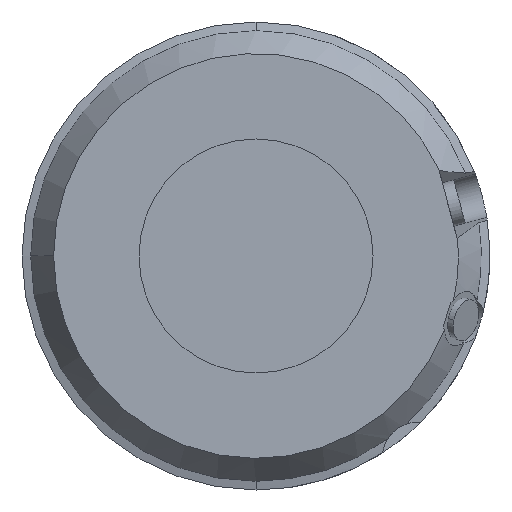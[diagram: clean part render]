
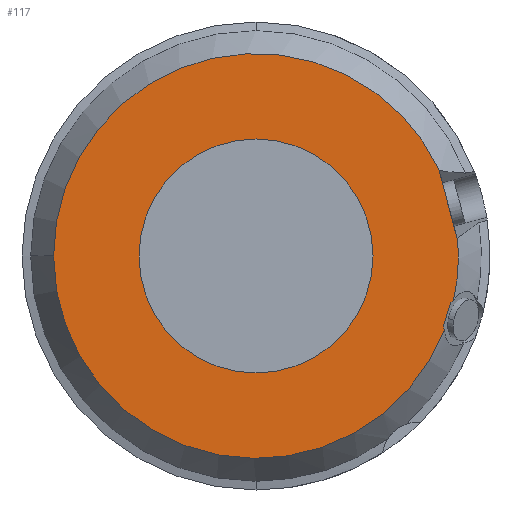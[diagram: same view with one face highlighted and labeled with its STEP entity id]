
A CAD part, left-side view. The second image highlights one B-rep face of the part: STEP entity #117.
In plain terms, the highlighted planar face has unit normal (-1, 0, 0).
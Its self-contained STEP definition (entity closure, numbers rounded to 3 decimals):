
#112 = VERTEX_POINT ( 'NONE', #2556 ) ;
#113 = VERTEX_POINT ( 'NONE', #5029 ) ;
#117 = ADVANCED_FACE ( 'NONE', ( #1260, #190 ), #4991, .F. ) ;
#126 = CARTESIAN_POINT ( 'NONE',  ( 1050., -83.582, 1535.539 ) ) ;
#165 = CARTESIAN_POINT ( 'NONE',  ( 1050., 0., 1639.905 ) ) ;
#189 = VECTOR ( 'NONE', #2378, 1000. ) ;
#190 = FACE_OUTER_BOUND ( 'NONE', #994, .T. ) ;
#341 = VECTOR ( 'NONE', #5266, 1000. ) ;
#348 = DIRECTION ( 'NONE',  ( 1., 0., 0. ) ) ;
#361 = LINE ( 'NONE', #4541, #3469 ) ;
#435 = CIRCLE ( 'NONE', #5138, 86.5 ) ;
#527 = CARTESIAN_POINT ( 'NONE',  ( 1050., 0., 1555. ) ) ;
#563 = AXIS2_PLACEMENT_3D ( 'NONE', #165, #574, #3420 ) ;
#568 = DIRECTION ( 'NONE',  ( 1., 0., 0. ) ) ;
#574 = DIRECTION ( 'NONE',  ( 1., 0., 0. ) ) ;
#581 = LINE ( 'NONE', #2403, #341 ) ;
#689 = CARTESIAN_POINT ( 'NONE',  ( 1050., -80.615, 1523.639 ) ) ;
#896 = VERTEX_POINT ( 'NONE', #1934 ) ;
#926 = DIRECTION ( 'NONE',  ( 0., 0., 1. ) ) ;
#994 = EDGE_LOOP ( 'NONE', ( #1670, #1443, #4406, #2770, #3763, #3149, #2975, #5094, #4508 ) ) ;
#1179 = VERTEX_POINT ( 'NONE', #1312 ) ;
#1235 = VERTEX_POINT ( 'NONE', #1726 ) ;
#1260 = FACE_BOUND ( 'NONE', #4093, .T. ) ;
#1312 = CARTESIAN_POINT ( 'NONE',  ( 1050., -83.218, 1535.327 ) ) ;
#1321 = CARTESIAN_POINT ( 'NONE',  ( 1050., -84.369, 1535.92 ) ) ;
#1330 = VERTEX_POINT ( 'NONE', #689 ) ;
#1362 = DIRECTION ( 'NONE',  ( -1., 0., 0. ) ) ;
#1381 = CARTESIAN_POINT ( 'NONE',  ( 1050., -80.175, 1524.396 ) ) ;
#1443 = ORIENTED_EDGE ( 'NONE', *, *, #1842, .F. ) ;
#1553 = AXIS2_PLACEMENT_3D ( 'NONE', #4535, #2066, #4925 ) ;
#1670 = ORIENTED_EDGE ( 'NONE', *, *, #2223, .F. ) ;
#1714 = EDGE_CURVE ( 'NONE', #2386, #4018, #435, .T. ) ;
#1719 = CARTESIAN_POINT ( 'NONE',  ( 1050., -83.966, 1535.737 ) ) ;
#1726 = CARTESIAN_POINT ( 'NONE',  ( 1050., -79.992, 1524.774 ) ) ;
#1735 = CARTESIAN_POINT ( 'NONE',  ( 1050., -78.245, 1591.4 ) ) ;
#1751 = AXIS2_PLACEMENT_3D ( 'NONE', #527, #3364, #926 ) ;
#1842 = EDGE_CURVE ( 'NONE', #4697, #112, #2776, .T. ) ;
#1934 = CARTESIAN_POINT ( 'NONE',  ( 1050., 0., 1505. ) ) ;
#1999 = ORIENTED_EDGE ( 'NONE', *, *, #3658, .F. ) ;
#2066 = DIRECTION ( 'NONE',  ( 1., 0., 0. ) ) ;
#2213 = CARTESIAN_POINT ( 'NONE',  ( 1050., -80.383, 1524.017 ) ) ;
#2223 = EDGE_CURVE ( 'NONE', #112, #3407, #3620, .T. ) ;
#2348 = CIRCLE ( 'NONE', #4744, 86.5 ) ;
#2378 = DIRECTION ( 'NONE',  ( 0., 0.966, -0.259 ) ) ;
#2386 = VERTEX_POINT ( 'NONE', #3803 ) ;
#2397 = EDGE_CURVE ( 'NONE', #896, #113, #5123, .T. ) ;
#2403 = CARTESIAN_POINT ( 'NONE',  ( 1050., -79.992, 1524.774 ) ) ;
#2443 = EDGE_CURVE ( 'NONE', #1235, #1330, #4504, .T. ) ;
#2556 = CARTESIAN_POINT ( 'NONE',  ( 1050., -86.161, 1562.653 ) ) ;
#2614 = CARTESIAN_POINT ( 'NONE',  ( 1050., -79.992, 1524.774 ) ) ;
#2640 = VECTOR ( 'NONE', #4331, 1000. ) ;
#2768 = CARTESIAN_POINT ( 'NONE',  ( 1050., 0., 1555. ) ) ;
#2770 = ORIENTED_EDGE ( 'NONE', *, *, #4931, .F. ) ;
#2772 = ORIENTED_EDGE ( 'NONE', *, *, #2397, .F. ) ;
#2776 = LINE ( 'NONE', #3914, #2640 ) ;
#2855 = EDGE_CURVE ( 'NONE', #4697, #2952, #361, .T. ) ;
#2952 = VERTEX_POINT ( 'NONE', #1735 ) ;
#2960 = CARTESIAN_POINT ( 'NONE',  ( 1050., -83.218, 1535.327 ) ) ;
#2975 = ORIENTED_EDGE ( 'NONE', *, *, #2443, .F. ) ;
#2998 = CARTESIAN_POINT ( 'NONE',  ( 1050., 0., 1555. ) ) ;
#3149 = ORIENTED_EDGE ( 'NONE', *, *, #4505, .F. ) ;
#3183 = DIRECTION ( 'NONE',  ( 0., 1., 0. ) ) ;
#3312 = DIRECTION ( 'NONE',  ( 0., 0.259, 0.966 ) ) ;
#3364 = DIRECTION ( 'NONE',  ( -1., 0., 0. ) ) ;
#3407 = VERTEX_POINT ( 'NONE', #3623 ) ;
#3414 = DIRECTION ( 'NONE',  ( 0., 1., 0. ) ) ;
#3420 = DIRECTION ( 'NONE',  ( 0., 0., -1. ) ) ;
#3432 = LINE ( 'NONE', #4832, #189 ) ;
#3450 = EDGE_CURVE ( 'NONE', #1235, #1179, #581, .T. ) ;
#3469 = VECTOR ( 'NONE', #3312, 1000. ) ;
#3620 = CIRCLE ( 'NONE', #1553, 86.5 ) ;
#3623 = CARTESIAN_POINT ( 'NONE',  ( 1050., -84.369, 1535.92 ) ) ;
#3658 = EDGE_CURVE ( 'NONE', #113, #896, #4722, .T. ) ;
#3763 = ORIENTED_EDGE ( 'NONE', *, *, #1714, .F. ) ;
#3803 = CARTESIAN_POINT ( 'NONE',  ( 1050., 86.5, 1555. ) ) ;
#3822 = CARTESIAN_POINT ( 'NONE',  ( 1050., 0., 1555. ) ) ;
#3914 = CARTESIAN_POINT ( 'NONE',  ( 1050., -85.962, 1562.6 ) ) ;
#4018 = VERTEX_POINT ( 'NONE', #4078 ) ;
#4078 = CARTESIAN_POINT ( 'NONE',  ( 1050., -78.444, 1591.453 ) ) ;
#4093 = EDGE_LOOP ( 'NONE', ( #1999, #2772 ) ) ;
#4159 = EDGE_CURVE ( 'NONE', #3407, #1179, #5255, .T. ) ;
#4218 = DIRECTION ( 'NONE',  ( 0., 0., 1. ) ) ;
#4331 = DIRECTION ( 'NONE',  ( 0., -0.966, 0.259 ) ) ;
#4406 = ORIENTED_EDGE ( 'NONE', *, *, #2855, .T. ) ;
#4504 =( BOUNDED_CURVE ( )  B_SPLINE_CURVE ( 3, ( #2614, #1381, #2213, #5068 ),
 .UNSPECIFIED., .F., .T. ) 
 B_SPLINE_CURVE_WITH_KNOTS ( ( 4, 4 ),
 ( 0.478, 0.565 ),
 .UNSPECIFIED. ) 
 CURVE ( )  GEOMETRIC_REPRESENTATION_ITEM ( )  RATIONAL_B_SPLINE_CURVE ( ( 1., 0.999, 0.999, 1. ) ) 
 REPRESENTATION_ITEM ( '' )  );
#4505 = EDGE_CURVE ( 'NONE', #1330, #2386, #2348, .T. ) ;
#4508 = ORIENTED_EDGE ( 'NONE', *, *, #4159, .F. ) ;
#4535 = CARTESIAN_POINT ( 'NONE',  ( 1050., 0., 1555. ) ) ;
#4541 = CARTESIAN_POINT ( 'NONE',  ( 1050., -82.104, 1577. ) ) ;
#4697 = VERTEX_POINT ( 'NONE', #5070 ) ;
#4722 = CIRCLE ( 'NONE', #1751, 50. ) ;
#4744 = AXIS2_PLACEMENT_3D ( 'NONE', #2768, #348, #3183 ) ;
#4832 = CARTESIAN_POINT ( 'NONE',  ( 1050., -78.444, 1591.453 ) ) ;
#4847 = AXIS2_PLACEMENT_3D ( 'NONE', #3822, #1362, #4218 ) ;
#4925 = DIRECTION ( 'NONE',  ( 0., 1., 0. ) ) ;
#4931 = EDGE_CURVE ( 'NONE', #4018, #2952, #3432, .T. ) ;
#4991 = PLANE ( 'NONE',  #563 ) ;
#5029 = CARTESIAN_POINT ( 'NONE',  ( 1050., 0., 1605. ) ) ;
#5068 = CARTESIAN_POINT ( 'NONE',  ( 1050., -80.615, 1523.639 ) ) ;
#5070 = CARTESIAN_POINT ( 'NONE',  ( 1050., -85.962, 1562.6 ) ) ;
#5094 = ORIENTED_EDGE ( 'NONE', *, *, #3450, .T. ) ;
#5123 = CIRCLE ( 'NONE', #4847, 50. ) ;
#5138 = AXIS2_PLACEMENT_3D ( 'NONE', #2998, #568, #3414 ) ;
#5255 =( BOUNDED_CURVE ( )  B_SPLINE_CURVE ( 3, ( #1321, #1719, #126, #2960 ),
 .UNSPECIFIED., .F., .F. ) 
 B_SPLINE_CURVE_WITH_KNOTS ( ( 4, 4 ),
 ( 5.719, 5.805 ),
 .UNSPECIFIED. ) 
 CURVE ( )  GEOMETRIC_REPRESENTATION_ITEM ( )  RATIONAL_B_SPLINE_CURVE ( ( 1., 0.999, 0.999, 1. ) ) 
 REPRESENTATION_ITEM ( '' )  );
#5266 = DIRECTION ( 'NONE',  ( 0., -0.292, 0.956 ) ) ;
